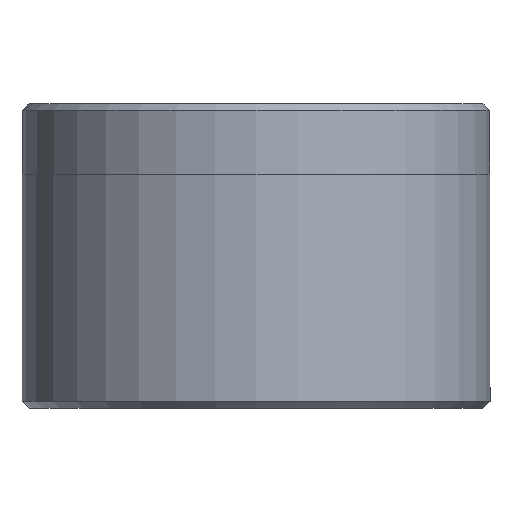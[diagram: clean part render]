
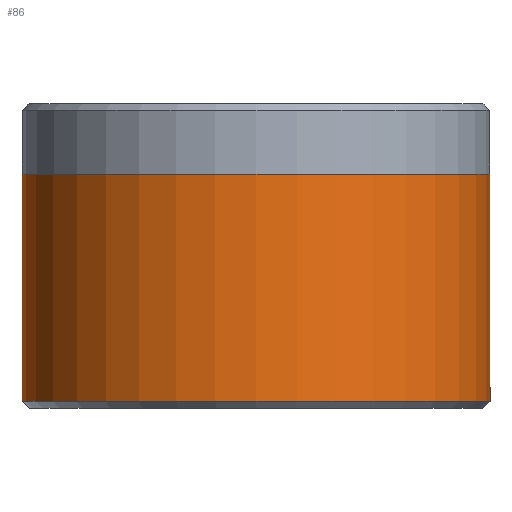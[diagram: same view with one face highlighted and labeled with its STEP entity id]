
A CAD part, front view. The second image highlights one B-rep face of the part: STEP entity #86.
In plain terms, the highlighted cylindrical face has radius 10 mm (diameter 20 mm), a partial arc.
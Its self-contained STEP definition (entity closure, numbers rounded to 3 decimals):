
#15 = EDGE_CURVE ( 'NONE', #1444, #1872, #999, .T. ) ;
#49 = CARTESIAN_POINT ( 'NONE',  ( -10., 0., 0.3 ) ) ;
#83 = EDGE_CURVE ( 'NONE', #1196, #1936, #926, .T. ) ;
#86 = ADVANCED_FACE ( 'NONE', ( #925 ), #913, .T. ) ;
#105 = DIRECTION ( 'NONE',  ( 0., 0., -1. ) ) ;
#165 = EDGE_CURVE ( 'NONE', #1196, #1444, #873, .T. ) ;
#175 = EDGE_CURVE ( 'NONE', #1936, #1872, #871, .T. ) ;
#184 = CARTESIAN_POINT ( 'NONE',  ( -10., 0., 13. ) ) ;
#207 = CARTESIAN_POINT ( 'NONE',  ( 10., 0., 10. ) ) ;
#387 = CARTESIAN_POINT ( 'NONE',  ( -10., 0., 10. ) ) ;
#580 = CARTESIAN_POINT ( 'NONE',  ( 0., 0., 0.3 ) ) ;
#631 = DIRECTION ( 'NONE',  ( 0., 0., 1. ) ) ;
#646 = CARTESIAN_POINT ( 'NONE',  ( 10., 0., 0.3 ) ) ;
#667 = DIRECTION ( 'NONE',  ( 1., 0., 0. ) ) ;
#668 = CARTESIAN_POINT ( 'NONE',  ( 0., 0., 10. ) ) ;
#704 = DIRECTION ( 'NONE',  ( 0., 0., 1. ) ) ;
#718 = CARTESIAN_POINT ( 'NONE',  ( 0., 0., 13. ) ) ;
#727 = DIRECTION ( 'NONE',  ( -1., 0., 0. ) ) ;
#735 = DIRECTION ( 'NONE',  ( 1., 0., 0. ) ) ;
#871 = CIRCLE ( 'NONE', #1658, 10. ) ;
#873 = CIRCLE ( 'NONE', #1664, 10. ) ;
#913 = CYLINDRICAL_SURFACE ( 'NONE', #1765, 10. ) ;
#920 = VECTOR ( 'NONE', #1000, 1000. ) ;
#925 = FACE_OUTER_BOUND ( 'NONE', #1267, .T. ) ;
#926 = LINE ( 'NONE', #184, #920 ) ;
#996 = VECTOR ( 'NONE', #105, 1000. ) ;
#999 = LINE ( 'NONE', #1221, #996 ) ;
#1000 = DIRECTION ( 'NONE',  ( 0., 0., -1. ) ) ;
#1127 = ORIENTED_EDGE ( 'NONE', *, *, #83, .T. ) ;
#1196 = VERTEX_POINT ( 'NONE', #387 ) ;
#1221 = CARTESIAN_POINT ( 'NONE',  ( 10., 0., 13. ) ) ;
#1267 = EDGE_LOOP ( 'NONE', ( #1509, #1747, #1127, #1404 ) ) ;
#1404 = ORIENTED_EDGE ( 'NONE', *, *, #175, .T. ) ;
#1444 = VERTEX_POINT ( 'NONE', #207 ) ;
#1494 = DIRECTION ( 'NONE',  ( 0., 0., -1. ) ) ;
#1509 = ORIENTED_EDGE ( 'NONE', *, *, #15, .F. ) ;
#1658 = AXIS2_PLACEMENT_3D ( 'NONE', #580, #631, #667 ) ;
#1664 = AXIS2_PLACEMENT_3D ( 'NONE', #668, #704, #735 ) ;
#1747 = ORIENTED_EDGE ( 'NONE', *, *, #165, .F. ) ;
#1765 = AXIS2_PLACEMENT_3D ( 'NONE', #718, #1494, #727 ) ;
#1872 = VERTEX_POINT ( 'NONE', #646 ) ;
#1936 = VERTEX_POINT ( 'NONE', #49 ) ;
